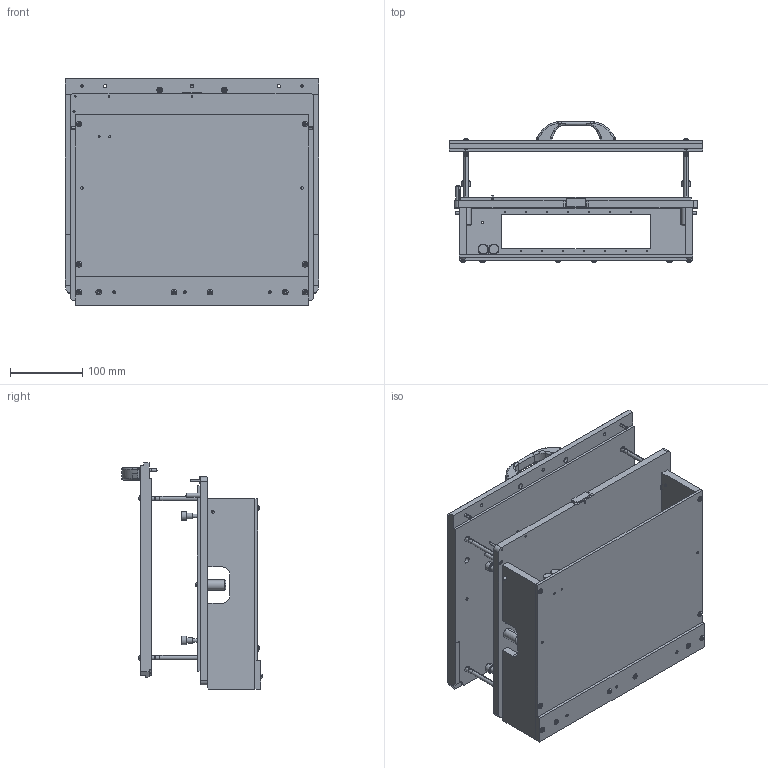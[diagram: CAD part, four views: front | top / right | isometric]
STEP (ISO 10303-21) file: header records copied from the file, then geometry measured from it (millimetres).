
FILE_DESCRIPTION (( 'STEP AP214' ), '1' );
FILE_NAME ('INGUN_45903-KIT.STEP', '2025-01-20T08:36:42', ( '' ), ( '' ), 'SwSTEP 2.0', 'SolidWorks 2023', '' );
FILE_SCHEMA (( 'AUTOMOTIVE_DESIGN' ));
Length unit declared in the file: millimetre
Products named in the file (40): 45709~4_S; DIN6325~n_06,0m6x030; 2229~6; DIN7991~n_M03,0x006; DIN6325~n_03,0m6x016; 41369~1_S; 43627~0_Hub 22,5mm<Standard>; 45901~6; 2393~0_S; 45714~2_S; 114121~0_S; INGUN_45903-KIT; DIN7979~n_04,0m6x020M3; 45901~6_S; 41367~6_S; DIN6325~n_03,0m6x024; 45902~5_ICT Stellung (kontaktiert) <S>; 46845~2_S; 112868~2_S; 46869~2_S; 45711~3; 45712~2_S; ISO7380~n_M03,0x006; ISO7380~n_M04,0x020; 45716~1_S; 3699~0; Gewindebuchse~n_M04-09,5 offen; Gewindebuchse~n_M05-03,9 offen; 44193~4_S; ISO7380~n_M04,0x012; 32293~1_S; DIN6325~n_04,0m6x016; DIN912~n_M03,0x012; 32457~0_S; 2196~6; DIN125~n_03,2 M03,0; 113165~0_S
Assembly tree (91 placements, depth 4):
  INGUN_45903-KIT
    45902~5_ICT Stellung (kontaktiert) <S>
      45901~6_S
        45901~6
        Gewindebuchse~n_M04-09,5 offen  x4
      45709~4_S
        45709~4_S
        Gewindebuchse~n_M05-03,9 offen  x2
      46845~2_S
        46845~2_S
        DIN6325~n_04,0m6x016
      114121~0_S
        114121~0_S
        DIN6325~n_04,0m6x016
      45711~3
      44193~4_S
      45712~2_S
      43627~0_Hub 22,5mm<Standard>  x4
      2196~6  x2
      2229~6  x2
      46869~2_S  x4
      32293~1_S
      113165~0_S
        3699~0
      41367~6_S  x2
      ISO7380~n_M04,0x012  x20
      DIN7991~n_M03,0x006  x3
      DIN6325~n_03,0m6x024
      DIN6325~n_03,0m6x016
      DIN6325~n_04,0m6x016  x6
      DIN6325~n_06,0m6x030
    45714~2_S
      45716~1_S
        32457~0_S
        DIN7979~n_04,0m6x020M3  x2
        ISO7380~n_M03,0x006  x2
        41369~1_S  x4
        ISO7380~n_M04,0x020  x4
        DIN912~n_M03,0x012  x2
        2393~0_S  x2
        DIN125~n_03,2 M03,0  x2
      112868~2_S
Bounding box: 350 x 194.2 x 313 mm (x, y, z)
Volume: 3652835.7 mm3; surface area: 949921.3 mm2
Topology: 83 solids, 83 shells, 2796 faces, 6565 edges, 4220 vertices
Faces by surface type: cylinder 1192, plane 1144, cone 252, torus 108, bspline 52, sphere 48
Entity records: 46583 total; most frequent: CARTESIAN_POINT 13732, DIRECTION 6582, ORIENTED_EDGE 5736, EDGE_CURVE 2868, AXIS2_PLACEMENT_3D 2594, VERTEX_POINT 1861, EDGE_LOOP 1565, LINE 1394
